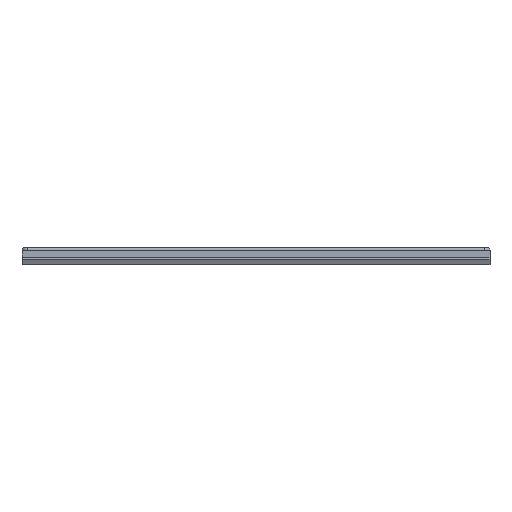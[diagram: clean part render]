
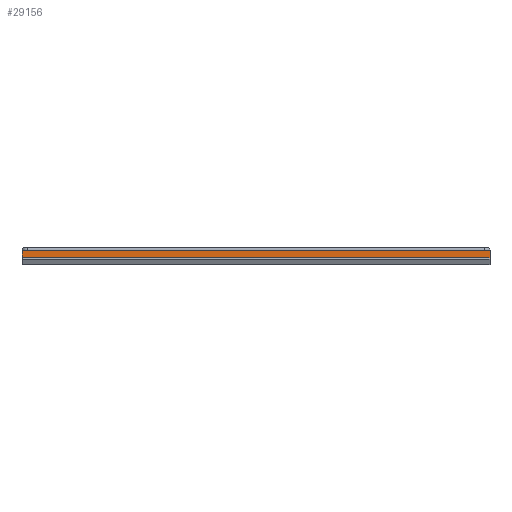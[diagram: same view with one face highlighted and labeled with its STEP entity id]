
A CAD part, front view. The second image highlights one B-rep face of the part: STEP entity #29156.
In plain terms, the highlighted planar face has unit normal (0, -1, 0).
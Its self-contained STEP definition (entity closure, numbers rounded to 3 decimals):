
#578=PLANE('',#30959);
#1863=FACE_OUTER_BOUND('',#3624,.T.);
#3624=EDGE_LOOP('',(#21249,#21250,#21251,#21252,#21253,#21254));
#5857=LINE('',#41099,#9294);
#5868=LINE('',#41129,#9305);
#5872=LINE('',#41141,#9309);
#5878=LINE('',#41167,#9315);
#5887=LINE('',#41224,#9324);
#9294=VECTOR('',#33049,10.);
#9305=VECTOR('',#33072,10.);
#9309=VECTOR('',#33084,10.);
#9315=VECTOR('',#33100,10.);
#9324=VECTOR('',#33147,10.);
#12310=B_SPLINE_CURVE_WITH_KNOTS('',3,(#41210,#41211,#41212,#41213,#41214,
#41215),.UNSPECIFIED.,.F.,.F.,(4,2,4),(0.,0.049,0.07),
 .UNSPECIFIED.);
#13607=VERTEX_POINT('',#41044);
#13612=VERTEX_POINT('',#41078);
#13615=VERTEX_POINT('',#41098);
#13632=VERTEX_POINT('',#41139);
#13639=VERTEX_POINT('',#41166);
#13651=VERTEX_POINT('',#41209);
#16571=EDGE_CURVE('',#13615,#13612,#5857,.T.);
#16586=EDGE_CURVE('',#13612,#13607,#5868,.T.);
#16592=EDGE_CURVE('',#13632,#13607,#5872,.T.);
#16601=EDGE_CURVE('',#13615,#13639,#5878,.T.);
#16619=EDGE_CURVE('',#13651,#13632,#12310,.T.);
#16624=EDGE_CURVE('',#13639,#13651,#5887,.T.);
#21249=ORIENTED_EDGE('',*,*,#16586,.T.);
#21250=ORIENTED_EDGE('',*,*,#16592,.F.);
#21251=ORIENTED_EDGE('',*,*,#16619,.F.);
#21252=ORIENTED_EDGE('',*,*,#16624,.F.);
#21253=ORIENTED_EDGE('',*,*,#16601,.F.);
#21254=ORIENTED_EDGE('',*,*,#16571,.T.);
#29156=ADVANCED_FACE('',(#1863),#578,.T.);
#30959=AXIS2_PLACEMENT_3D('',#41244,#33163,#33164);
#33049=DIRECTION('',(0.,0.,1.));
#33072=DIRECTION('',(-1.,0.,0.));
#33084=DIRECTION('',(0.,0.,1.));
#33100=DIRECTION('',(-1.,0.,0.));
#33147=DIRECTION('',(0.,0.,1.));
#33163=DIRECTION('center_axis',(0.,-1.,0.));
#33164=DIRECTION('ref_axis',(1.,0.,0.));
#41044=CARTESIAN_POINT('',(5.,5.,1.5));
#41078=CARTESIAN_POINT('',(182.5,5.,1.5));
#41098=CARTESIAN_POINT('',(182.5,5.,-1.5));
#41099=CARTESIAN_POINT('',(182.5,5.,0.));
#41129=CARTESIAN_POINT('',(5.,5.,1.5));
#41139=CARTESIAN_POINT('',(5.,5.,0.248));
#41141=CARTESIAN_POINT('',(5.,5.,0.));
#41166=CARTESIAN_POINT('',(5.02,5.,-1.5));
#41167=CARTESIAN_POINT('',(5.,5.,-1.5));
#41209=CARTESIAN_POINT('',(5.02,5.,-0.5));
#41210=CARTESIAN_POINT('Ctrl Pts',(5.02,5.,-0.5));
#41211=CARTESIAN_POINT('Ctrl Pts',(5.02,5.,-0.338));
#41212=CARTESIAN_POINT('Ctrl Pts',(5.011,5.,-0.144));
#41213=CARTESIAN_POINT('Ctrl Pts',(5.002,5.,0.09));
#41214=CARTESIAN_POINT('Ctrl Pts',(5.,5.,0.176));
#41215=CARTESIAN_POINT('Ctrl Pts',(5.,5.,0.248));
#41224=CARTESIAN_POINT('',(5.02,5.,0.));
#41244=CARTESIAN_POINT('Origin',(5.,5.,0.));
